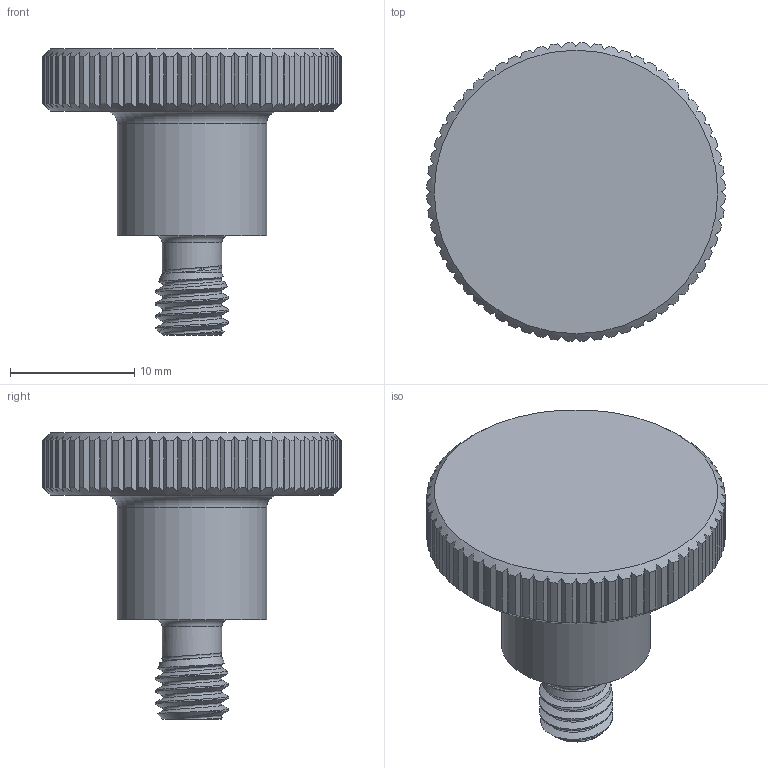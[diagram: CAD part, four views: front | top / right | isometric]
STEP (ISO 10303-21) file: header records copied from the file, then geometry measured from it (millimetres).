
FILE_DESCRIPTION(('FreeCAD Model'),'2;1');
FILE_NAME('Open CASCADE Shape Model','2025-06-25T08:40:12',('BT'),(''), 'Open CASCADE STEP processor 7.8','FreeCAD','Unknown');
FILE_SCHEMA(('AUTOMOTIVE_DESIGN { 1 0 10303 214 1 1 1 1 }'));
Length unit declared in the file: millimetre
Products named in the file (1): M6x8-Screw
Bounding box: 23.99 x 23.99 x 23 mm (x, y, z)
Volume: 3513.2 mm3; surface area: 1818.7 mm2
Topology: 1 solids, 1 shells, 232 faces, 664 edges, 434 vertices
Faces by surface type: plane 133, cylinder 71, bspline 19, cone 7, torus 2
Full cylindrical faces by diameter (mm): 4.807 x1, 5.89 x2, 12 x1
Entity records: 9548 total; most frequent: CARTESIAN_POINT 3286, DIRECTION 1430, ORIENTED_EDGE 1324, EDGE_CURVE 662, AXIS2_PLACEMENT_3D 613, VERTEX_POINT 434, HYPERBOLA 256, FACE_BOUND 234
